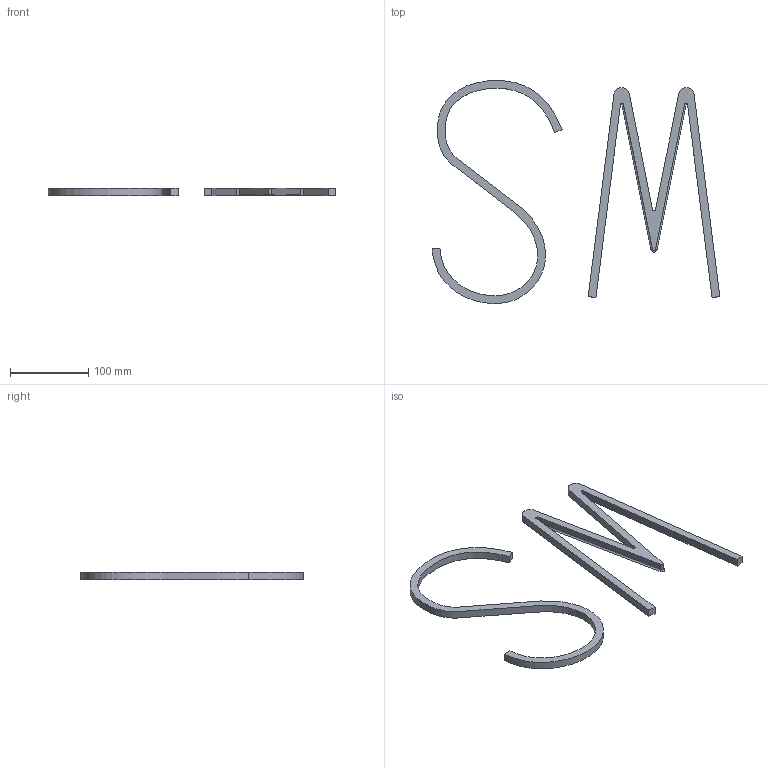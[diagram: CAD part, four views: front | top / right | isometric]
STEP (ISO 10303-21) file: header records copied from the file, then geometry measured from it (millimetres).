
FILE_DESCRIPTION (( 'STEP AP203' ), '1' );
FILE_NAME ('SM_table.STEP', '2020-02-21T15:14:29', ( '' ), ( '' ), 'SwSTEP 2.0', 'SolidWorks 2017', '' );
FILE_SCHEMA (( 'CONFIG_CONTROL_DESIGN' ));
Length unit declared in the file: millimetre
Products named in the file (1): SM_table
Bounding box: 367.85 x 285.21 x 10 mm (x, y, z)
Volume: 154561.4 mm3; surface area: 62951.7 mm2
Topology: 2 solids, 2 shells, 27 faces, 67 edges, 44 vertices
Faces by surface type: plane 16, cylinder 8, bspline 2, torus 1
Entity records: 1419 total; most frequent: CARTESIAN_POINT 703, ORIENTED_EDGE 134, DIRECTION 128, EDGE_CURVE 67, LINE 46, VECTOR 46, VERTEX_POINT 44, AXIS2_PLACEMENT_3D 41
